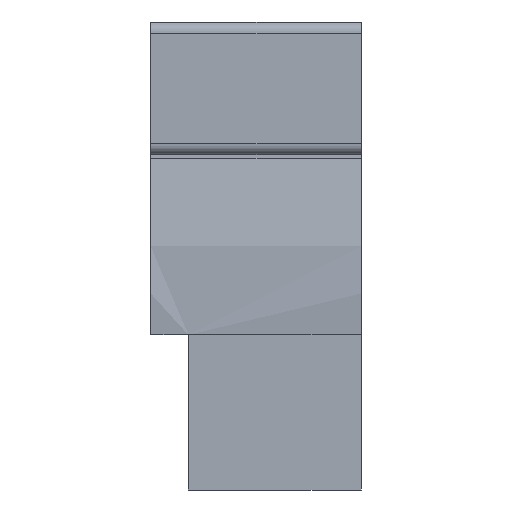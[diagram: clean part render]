
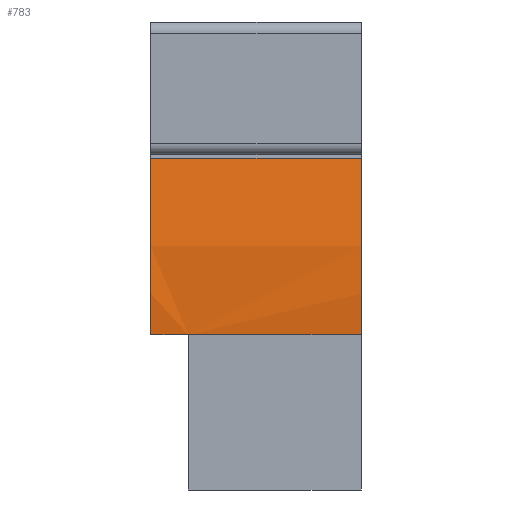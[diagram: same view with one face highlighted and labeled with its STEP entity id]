
A CAD part, left-side view. The second image highlights one B-rep face of the part: STEP entity #783.
In plain terms, the highlighted free-form (B-spline) face has degree [5, 1] with [10, 2] control points.
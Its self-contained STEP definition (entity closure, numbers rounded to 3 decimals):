
#21=(
BOUNDED_CURVE()
B_SPLINE_CURVE(5,(#1661,#1662,#1663,#1664,#1665,#1666,#1667,#1668,#1669,
#1670),.UNSPECIFIED.,.F.,.F.)
B_SPLINE_CURVE_WITH_KNOTS((6,1,1,1,1,6),(0.,0.2,0.4,0.6,0.8,1.),
 .UNSPECIFIED.)
CURVE()
GEOMETRIC_REPRESENTATION_ITEM()
RATIONAL_B_SPLINE_CURVE((1.,1.,1.,1.,1.,1.,1.,1.,1.,1.))
REPRESENTATION_ITEM('')
);
#24=(
BOUNDED_SURFACE()
B_SPLINE_SURFACE(5,1,((#1637,#1638),(#1639,#1640),(#1641,#1642),(#1643,
#1644),(#1645,#1646),(#1647,#1648),(#1649,#1650),(#1651,#1652),(#1653,#1654),
(#1655,#1656)),.UNSPECIFIED.,.F.,.F.,.F.)
B_SPLINE_SURFACE_WITH_KNOTS((6,1,1,1,1,6),(2,2),(-1.,-0.8,-0.6,-0.4,-0.2,
0.),(0.,1.),.UNSPECIFIED.)
GEOMETRIC_REPRESENTATION_ITEM()
RATIONAL_B_SPLINE_SURFACE(((1.,1.),(1.,1.),(1.,1.),(1.,1.),(1.,1.),(1.,
1.),(1.,1.),(1.,1.),(1.,1.),(1.,1.)))
REPRESENTATION_ITEM('')
SURFACE()
);
#52=FACE_OUTER_BOUND('',#93,.T.);
#93=EDGE_LOOP('',(#597,#598,#599,#600,#601));
#124=B_SPLINE_CURVE_WITH_KNOTS('',3,(#1089,#1090,#1091,#1092,#1093,#1094,
#1095,#1096,#1097,#1098,#1099,#1100,#1101,#1102,#1103,#1104,#1105,#1106,
#1107,#1108,#1109,#1110,#1111,#1112,#1113,#1114,#1115,#1116,#1117,#1118,
#1119,#1120,#1121,#1122,#1123,#1124,#1125,#1126,#1127,#1128,#1129,#1130,
#1131,#1132,#1133,#1134),.UNSPECIFIED.,.F.,.F.,(4,3,3,3,3,3,3,3,3,3,3,3,
3,3,3,4),(-0.665,-0.613,-0.564,-0.517,
-0.471,-0.425,-0.38,-0.332,
-0.282,-0.227,-0.17,-0.124,
-0.084,-0.048,-0.014,0.),
 .UNSPECIFIED.);
#169=LINE('',#1635,#251);
#171=LINE('',#1658,#253);
#172=LINE('',#1660,#254);
#251=VECTOR('',#969,10.);
#253=VECTOR('',#971,10.);
#254=VECTOR('',#972,10.);
#322=VERTEX_POINT('',#1086);
#323=VERTEX_POINT('',#1088);
#365=VERTEX_POINT('',#1634);
#366=VERTEX_POINT('',#1657);
#367=VERTEX_POINT('',#1659);
#399=EDGE_CURVE('',#323,#322,#124,.T.);
#454=EDGE_CURVE('',#365,#323,#169,.T.);
#456=EDGE_CURVE('',#366,#322,#171,.T.);
#457=EDGE_CURVE('',#367,#366,#172,.T.);
#458=EDGE_CURVE('',#365,#367,#21,.T.);
#597=ORIENTED_EDGE('',*,*,#399,.T.);
#598=ORIENTED_EDGE('',*,*,#456,.F.);
#599=ORIENTED_EDGE('',*,*,#457,.F.);
#600=ORIENTED_EDGE('',*,*,#458,.F.);
#601=ORIENTED_EDGE('',*,*,#454,.T.);
#783=ADVANCED_FACE('',(#52),#24,.T.);
#969=DIRECTION('',(0.,1.,0.));
#971=DIRECTION('',(0.,1.,0.));
#972=DIRECTION('',(0.,1.,0.));
#1086=CARTESIAN_POINT('',(-35.554,9.5,-17.816));
#1088=CARTESIAN_POINT('',(-34.892,9.5,-9.84));
#1089=CARTESIAN_POINT('Ctrl Pts',(-34.892,9.5,-9.84));
#1090=CARTESIAN_POINT('Ctrl Pts',(-34.936,9.5,-10.048));
#1091=CARTESIAN_POINT('Ctrl Pts',(-34.979,9.5,-10.255));
#1092=CARTESIAN_POINT('Ctrl Pts',(-35.021,9.5,-10.462));
#1093=CARTESIAN_POINT('Ctrl Pts',(-35.061,9.5,-10.658));
#1094=CARTESIAN_POINT('Ctrl Pts',(-35.099,9.5,-10.853));
#1095=CARTESIAN_POINT('Ctrl Pts',(-35.136,9.5,-11.048));
#1096=CARTESIAN_POINT('Ctrl Pts',(-35.172,9.5,-11.236));
#1097=CARTESIAN_POINT('Ctrl Pts',(-35.206,9.5,-11.423));
#1098=CARTESIAN_POINT('Ctrl Pts',(-35.24,9.5,-11.611));
#1099=CARTESIAN_POINT('Ctrl Pts',(-35.273,9.5,-11.795));
#1100=CARTESIAN_POINT('Ctrl Pts',(-35.305,9.5,-11.98));
#1101=CARTESIAN_POINT('Ctrl Pts',(-35.335,9.5,-12.165));
#1102=CARTESIAN_POINT('Ctrl Pts',(-35.365,9.5,-12.347));
#1103=CARTESIAN_POINT('Ctrl Pts',(-35.394,9.5,-12.53));
#1104=CARTESIAN_POINT('Ctrl Pts',(-35.422,9.5,-12.713));
#1105=CARTESIAN_POINT('Ctrl Pts',(-35.449,9.5,-12.894));
#1106=CARTESIAN_POINT('Ctrl Pts',(-35.475,9.5,-13.076));
#1107=CARTESIAN_POINT('Ctrl Pts',(-35.499,9.5,-13.258));
#1108=CARTESIAN_POINT('Ctrl Pts',(-35.524,9.5,-13.448));
#1109=CARTESIAN_POINT('Ctrl Pts',(-35.548,9.5,-13.639));
#1110=CARTESIAN_POINT('Ctrl Pts',(-35.569,9.5,-13.83));
#1111=CARTESIAN_POINT('Ctrl Pts',(-35.591,9.5,-14.028));
#1112=CARTESIAN_POINT('Ctrl Pts',(-35.611,9.5,-14.227));
#1113=CARTESIAN_POINT('Ctrl Pts',(-35.628,9.5,-14.426));
#1114=CARTESIAN_POINT('Ctrl Pts',(-35.647,9.5,-14.645));
#1115=CARTESIAN_POINT('Ctrl Pts',(-35.662,9.5,-14.864));
#1116=CARTESIAN_POINT('Ctrl Pts',(-35.673,9.5,-15.083));
#1117=CARTESIAN_POINT('Ctrl Pts',(-35.685,9.5,-15.314));
#1118=CARTESIAN_POINT('Ctrl Pts',(-35.692,9.5,-15.544));
#1119=CARTESIAN_POINT('Ctrl Pts',(-35.694,9.5,-15.775));
#1120=CARTESIAN_POINT('Ctrl Pts',(-35.695,9.5,-15.958));
#1121=CARTESIAN_POINT('Ctrl Pts',(-35.693,9.5,-16.141));
#1122=CARTESIAN_POINT('Ctrl Pts',(-35.688,9.5,-16.324));
#1123=CARTESIAN_POINT('Ctrl Pts',(-35.683,9.5,-16.483));
#1124=CARTESIAN_POINT('Ctrl Pts',(-35.675,9.5,-16.642));
#1125=CARTESIAN_POINT('Ctrl Pts',(-35.665,9.5,-16.801));
#1126=CARTESIAN_POINT('Ctrl Pts',(-35.655,9.5,-16.948));
#1127=CARTESIAN_POINT('Ctrl Pts',(-35.642,9.5,-17.094));
#1128=CARTESIAN_POINT('Ctrl Pts',(-35.627,9.5,-17.24));
#1129=CARTESIAN_POINT('Ctrl Pts',(-35.613,9.5,-17.375));
#1130=CARTESIAN_POINT('Ctrl Pts',(-35.597,9.5,-17.51));
#1131=CARTESIAN_POINT('Ctrl Pts',(-35.579,9.5,-17.645));
#1132=CARTESIAN_POINT('Ctrl Pts',(-35.571,9.5,-17.702));
#1133=CARTESIAN_POINT('Ctrl Pts',(-35.563,9.5,-17.759));
#1134=CARTESIAN_POINT('Ctrl Pts',(-35.554,9.5,-17.816));
#1634=CARTESIAN_POINT('',(-34.892,0.,-9.84));
#1635=CARTESIAN_POINT('',(-34.892,0.,-9.84));
#1637=CARTESIAN_POINT('Ctrl Pts',(-35.554,0.,
-17.816));
#1638=CARTESIAN_POINT('Ctrl Pts',(-35.554,10.,-17.816));
#1639=CARTESIAN_POINT('Ctrl Pts',(-35.603,0.,
-17.496));
#1640=CARTESIAN_POINT('Ctrl Pts',(-35.603,10.,-17.496));
#1641=CARTESIAN_POINT('Ctrl Pts',(-35.678,0.,-16.855));
#1642=CARTESIAN_POINT('Ctrl Pts',(-35.678,10.,-16.855));
#1643=CARTESIAN_POINT('Ctrl Pts',(-35.725,0.,
-15.895));
#1644=CARTESIAN_POINT('Ctrl Pts',(-35.725,10.,-15.895));
#1645=CARTESIAN_POINT('Ctrl Pts',(-35.675,0.,
-14.618));
#1646=CARTESIAN_POINT('Ctrl Pts',(-35.675,10.,-14.618));
#1647=CARTESIAN_POINT('Ctrl Pts',(-35.486,0.,
-13.024));
#1648=CARTESIAN_POINT('Ctrl Pts',(-35.486,10.,-13.024));
#1649=CARTESIAN_POINT('Ctrl Pts',(-35.274,0.,
-11.75));
#1650=CARTESIAN_POINT('Ctrl Pts',(-35.274,10.,-11.75));
#1651=CARTESIAN_POINT('Ctrl Pts',(-35.091,0.,
-10.795));
#1652=CARTESIAN_POINT('Ctrl Pts',(-35.091,10.,-10.795));
#1653=CARTESIAN_POINT('Ctrl Pts',(-34.96,0.,
-10.158));
#1654=CARTESIAN_POINT('Ctrl Pts',(-34.96,10.,-10.158));
#1655=CARTESIAN_POINT('Ctrl Pts',(-34.892,0.,-9.84));
#1656=CARTESIAN_POINT('Ctrl Pts',(-34.892,10.,-9.84));
#1657=CARTESIAN_POINT('',(-35.554,7.8,-17.816));
#1658=CARTESIAN_POINT('',(-35.554,0.,-17.816));
#1659=CARTESIAN_POINT('',(-35.554,0.,-17.816));
#1660=CARTESIAN_POINT('',(-35.554,0.,-17.816));
#1661=CARTESIAN_POINT('Ctrl Pts',(-34.892,0.,-9.84));
#1662=CARTESIAN_POINT('Ctrl Pts',(-34.96,0.,
-10.158));
#1663=CARTESIAN_POINT('Ctrl Pts',(-35.091,0.,
-10.795));
#1664=CARTESIAN_POINT('Ctrl Pts',(-35.274,0.,
-11.75));
#1665=CARTESIAN_POINT('Ctrl Pts',(-35.486,0.,
-13.024));
#1666=CARTESIAN_POINT('Ctrl Pts',(-35.675,0.,
-14.618));
#1667=CARTESIAN_POINT('Ctrl Pts',(-35.725,0.,
-15.895));
#1668=CARTESIAN_POINT('Ctrl Pts',(-35.678,0.,-16.855));
#1669=CARTESIAN_POINT('Ctrl Pts',(-35.603,0.,
-17.496));
#1670=CARTESIAN_POINT('Ctrl Pts',(-35.554,0.,
-17.816));
